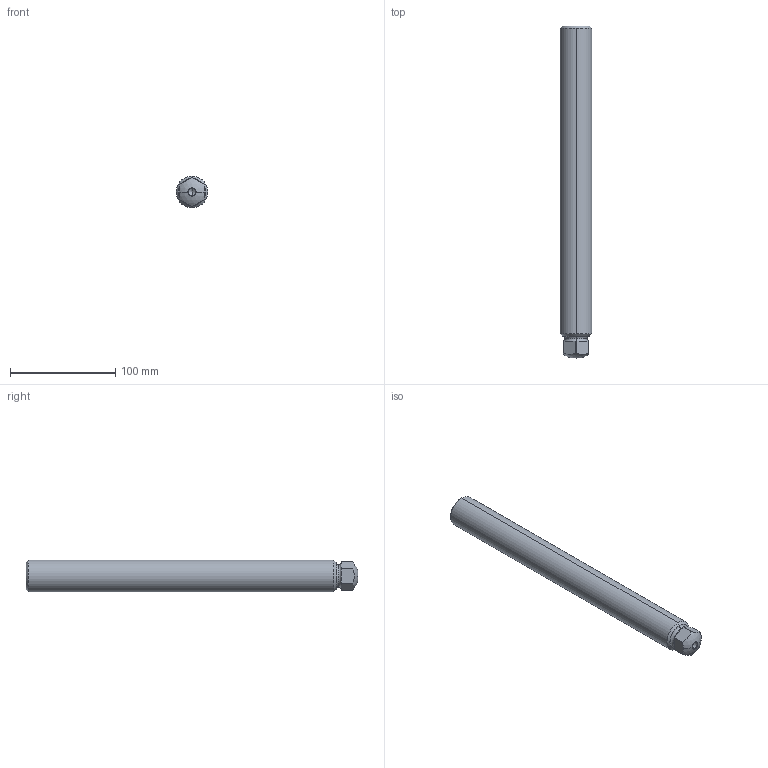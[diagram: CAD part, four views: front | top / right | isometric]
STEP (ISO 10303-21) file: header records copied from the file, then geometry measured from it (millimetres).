
FILE_DESCRIPTION (( 'STEP AP214' ), '1' );
FILE_NAME ('098am30300e.STEP', '2014-08-12T10:06:38', ( '' ), ( '' ), 'SwSTEP 2.0', 'SolidWorks 2014', '' );
FILE_SCHEMA (( 'AUTOMOTIVE_DESIGN' ));
Length unit declared in the file: millimetre
Products named in the file (1): 098am30300e
Bounding box: 30 x 315.91 x 30 mm (x, y, z)
Volume: 216644 mm3; surface area: 30786.4 mm2
Topology: 1 solids, 1 shells, 41 faces, 105 edges, 65 vertices
Faces by surface type: plane 14, cylinder 13, cone 8, torus 4, sphere 2
Entity records: 1323 total; most frequent: CARTESIAN_POINT 264, DIRECTION 239, ORIENTED_EDGE 206, EDGE_CURVE 103, AXIS2_PLACEMENT_3D 100, VERTEX_POINT 65, CIRCLE 58, EDGE_LOOP 42
